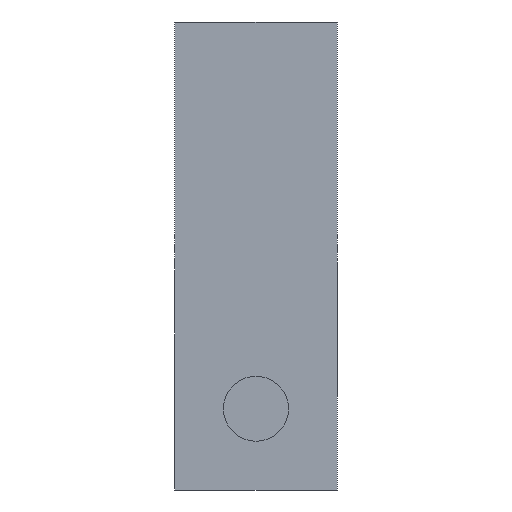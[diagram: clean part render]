
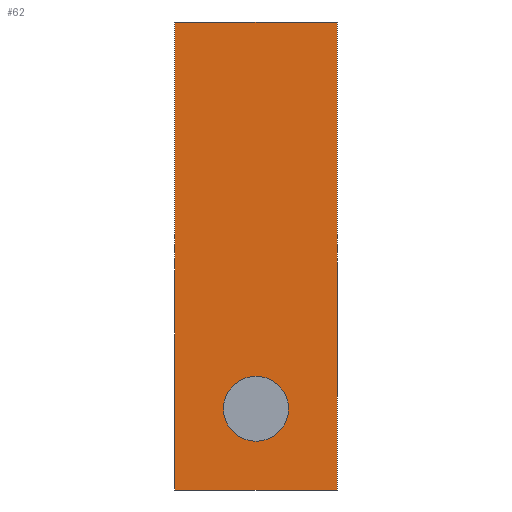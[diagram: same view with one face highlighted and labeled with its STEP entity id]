
A CAD part, front view. The second image highlights one B-rep face of the part: STEP entity #62.
In plain terms, the highlighted planar face has unit normal (0, -1, 0).
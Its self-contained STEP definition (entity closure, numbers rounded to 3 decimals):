
#62=ADVANCED_FACE('',(#93,#94),#82,.T.);
#82=PLANE('',#373);
#93=FACE_BOUND('',#109,.T.);
#94=FACE_BOUND('',#110,.T.);
#109=EDGE_LOOP('',(#181));
#110=EDGE_LOOP('',(#182,#183,#184,#185));
#133=CIRCLE('',#372,0.5);
#181=ORIENTED_EDGE('',*,*,#300,.T.);
#182=ORIENTED_EDGE('',*,*,#301,.F.);
#183=ORIENTED_EDGE('',*,*,#299,.F.);
#184=ORIENTED_EDGE('',*,*,#286,.T.);
#185=ORIENTED_EDGE('',*,*,#294,.T.);
#253=VERTEX_POINT('',#474);
#255=VERTEX_POINT('',#477);
#261=VERTEX_POINT('',#494);
#264=VERTEX_POINT('',#504);
#265=VERTEX_POINT('',#508);
#286=EDGE_CURVE('',#255,#253,#330,.T.);
#294=EDGE_CURVE('',#253,#261,#335,.T.);
#299=EDGE_CURVE('',#255,#264,#340,.T.);
#300=EDGE_CURVE('',#265,#265,#133,.T.);
#301=EDGE_CURVE('',#264,#261,#341,.T.);
#330=LINE('',#476,#348);
#335=LINE('',#496,#353);
#340=LINE('',#505,#358);
#341=LINE('',#509,#359);
#348=VECTOR('',#397,1.);
#353=VECTOR('',#408,1.);
#358=VECTOR('',#417,1.);
#359=VECTOR('',#422,1.);
#372=AXIS2_PLACEMENT_3D('',#507,#420,#421);
#373=AXIS2_PLACEMENT_3D('',#510,#423,#424);
#397=DIRECTION('',(0.,0.,1.));
#408=DIRECTION('',(-1.,0.,0.));
#417=DIRECTION('',(-1.,0.,0.));
#420=DIRECTION('',(0.,1.,0.));
#421=DIRECTION('',(0.,0.,1.));
#422=DIRECTION('',(0.,0.,1.));
#423=DIRECTION('',(0.,-1.,0.));
#424=DIRECTION('',(0.,0.,-1.));
#474=CARTESIAN_POINT('',(2.5,0.,7.2));
#476=CARTESIAN_POINT('',(2.5,0.,0.));
#477=CARTESIAN_POINT('',(2.5,0.,0.));
#494=CARTESIAN_POINT('',(0.,0.,7.2));
#496=CARTESIAN_POINT('',(2.5,0.,7.2));
#504=CARTESIAN_POINT('',(0.,0.,0.));
#505=CARTESIAN_POINT('',(2.5,0.,0.));
#507=CARTESIAN_POINT('',(1.25,0.,1.25));
#508=CARTESIAN_POINT('',(1.25,0.,1.75));
#509=CARTESIAN_POINT('',(0.,0.,0.));
#510=CARTESIAN_POINT('',(2.5,0.,0.));
